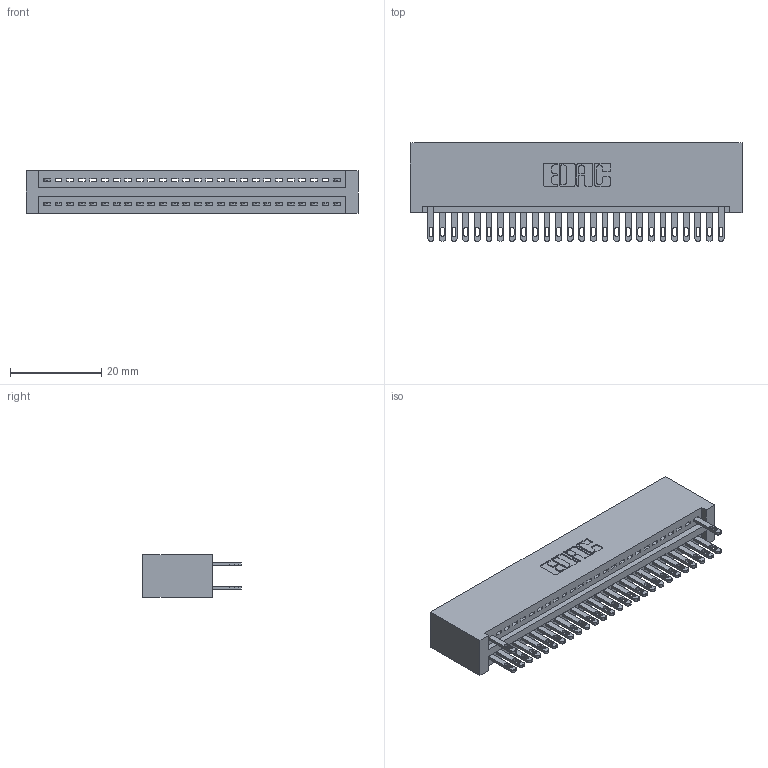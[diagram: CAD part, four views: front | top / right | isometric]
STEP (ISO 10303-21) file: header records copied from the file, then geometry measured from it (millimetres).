
FILE_DESCRIPTION (( 'STEP AP203' ), '1' );
FILE_NAME ('345-052-500-201.STEP', '2018-09-22T19:01:12', ( '' ), ( '' ), 'SwSTEP 2.0', 'SolidWorks 2016', '' );
FILE_SCHEMA (( 'CONFIG_CONTROL_DESIGN' ));
Length unit declared in the file: inch
Products named in the file (3): 345 Part_No Mounting Lugs; 345-292-001_345-293-100; 345-052-500-201
Assembly tree (29 placements, depth 2):
  345-052-500-201
    345 Part_No Mounting Lugs
    345-292-001_345-293-100  x28
Bounding box: 72.64 x 21.51 x 9.4 mm (x, y, z)
Volume: 7393.3 mm3; surface area: 9982.2 mm2
Topology: 29 solids, 29 shells, 1598 faces, 4913 edges, 3274 vertices
Faces by surface type: plane 1000, cylinder 598
Entity records: 21439 total; most frequent: CARTESIAN_POINT 3712, ORIENTED_EDGE 3670, DIRECTION 3263, EDGE_CURVE 1835, LINE 1603, VECTOR 1603, VERTEX_POINT 1222, AXIS2_PLACEMENT_3D 830
